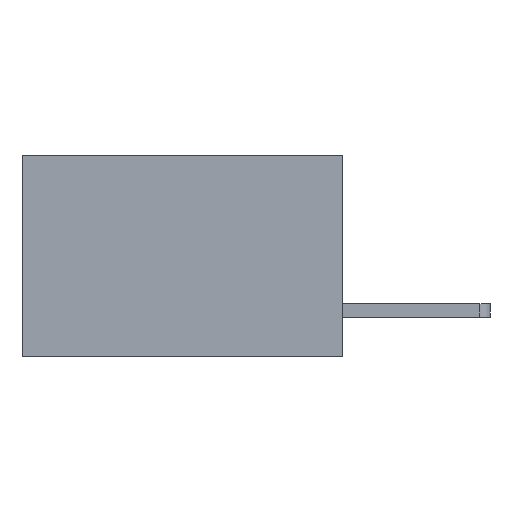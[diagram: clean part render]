
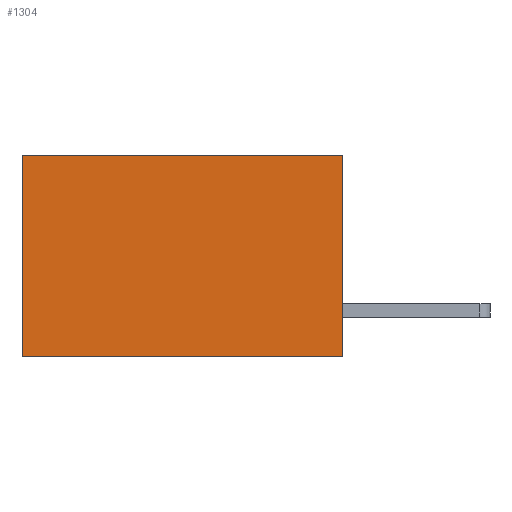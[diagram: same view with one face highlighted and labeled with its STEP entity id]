
A CAD part, left-side view. The second image highlights one B-rep face of the part: STEP entity #1304.
In plain terms, the highlighted planar face has unit normal (-1, 0, 0).
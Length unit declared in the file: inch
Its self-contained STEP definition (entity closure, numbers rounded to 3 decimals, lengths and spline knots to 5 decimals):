
#422 = ORIENTED_EDGE ( 'NONE', *, *, #6902, .F. ) ;
#519 = CARTESIAN_POINT ( 'NONE',  ( 0.277, 0., -0.37 ) ) ;
#572 = DIRECTION ( 'NONE',  ( 0., 0., -1. ) ) ;
#848 = DIRECTION ( 'NONE',  ( 0., 0., -1. ) ) ;
#1285 = EDGE_LOOP ( 'NONE', ( #6620, #422, #2626, #4751 ) ) ;
#1304 = ADVANCED_FACE ( 'NONE', ( #7693 ), #6771, .F. ) ;
#1587 = VECTOR ( 'NONE', #6330, 39.37008 ) ;
#1646 = VERTEX_POINT ( 'NONE', #9917 ) ;
#1688 = EDGE_CURVE ( 'NONE', #7162, #7736, #6125, .T. ) ;
#2606 = CARTESIAN_POINT ( 'NONE',  ( 0.277, 0., -0.37 ) ) ;
#2626 = ORIENTED_EDGE ( 'NONE', *, *, #4384, .F. ) ;
#2734 = LINE ( 'NONE', #3415, #2982 ) ;
#2982 = VECTOR ( 'NONE', #3390, 39.37008 ) ;
#3236 = DIRECTION ( 'NONE',  ( 0., 1., 0. ) ) ;
#3390 = DIRECTION ( 'NONE',  ( 0., 0., -1. ) ) ;
#3415 = CARTESIAN_POINT ( 'NONE',  ( 0.277, 0.59, -0.37 ) ) ;
#3486 = LINE ( 'NONE', #6247, #1587 ) ;
#3748 = VECTOR ( 'NONE', #3236, 39.37008 ) ;
#4384 = EDGE_CURVE ( 'NONE', #7162, #7739, #8667, .T. ) ;
#4451 = CARTESIAN_POINT ( 'NONE',  ( 0.277, 0., 0. ) ) ;
#4529 = VECTOR ( 'NONE', #848, 39.37008 ) ;
#4751 = ORIENTED_EDGE ( 'NONE', *, *, #1688, .T. ) ;
#5799 = AXIS2_PLACEMENT_3D ( 'NONE', #519, #7166, #572 ) ;
#6125 = LINE ( 'NONE', #8072, #3748 ) ;
#6247 = CARTESIAN_POINT ( 'NONE',  ( 0.277, 0., -0.37 ) ) ;
#6330 = DIRECTION ( 'NONE',  ( 0., 1., 0. ) ) ;
#6620 = ORIENTED_EDGE ( 'NONE', *, *, #7297, .T. ) ;
#6771 = PLANE ( 'NONE',  #5799 ) ;
#6902 = EDGE_CURVE ( 'NONE', #7739, #1646, #3486, .T. ) ;
#7162 = VERTEX_POINT ( 'NONE', #4451 ) ;
#7166 = DIRECTION ( 'NONE',  ( 1., 0., 0. ) ) ;
#7297 = EDGE_CURVE ( 'NONE', #7736, #1646, #2734, .T. ) ;
#7693 = FACE_OUTER_BOUND ( 'NONE', #1285, .T. ) ;
#7736 = VERTEX_POINT ( 'NONE', #8969 ) ;
#7739 = VERTEX_POINT ( 'NONE', #8961 ) ;
#8072 = CARTESIAN_POINT ( 'NONE',  ( 0.277, 0., 0. ) ) ;
#8667 = LINE ( 'NONE', #2606, #4529 ) ;
#8961 = CARTESIAN_POINT ( 'NONE',  ( 0.277, 0., -0.37 ) ) ;
#8969 = CARTESIAN_POINT ( 'NONE',  ( 0.277, 0.59, 0. ) ) ;
#9917 = CARTESIAN_POINT ( 'NONE',  ( 0.277, 0.59, -0.37 ) ) ;
